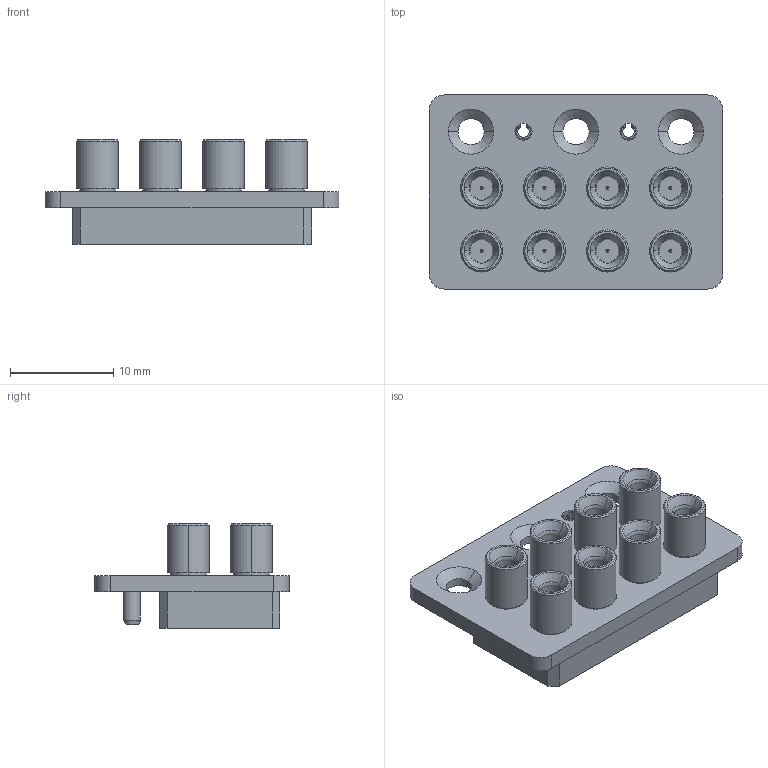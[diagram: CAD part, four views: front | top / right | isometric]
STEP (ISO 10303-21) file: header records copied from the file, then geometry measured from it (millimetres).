
FILE_DESCRIPTION (( 'STEP AP214' ), '1' );
FILE_NAME ('SF1132-6036.STEP', '2015-04-27T20:02:53', ( 'image' ), ( '' ), 'SwSTEP 2.0', 'SolidWorks 2014', '' );
FILE_SCHEMA (( 'AUTOMOTIVE_DESIGN' ));
Length unit declared in the file: inch
Products named in the file (1): SF1132-6036
Bounding box: 28.45 x 18.8 x 10.08 mm (x, y, z)
Volume: 2101.2 mm3; surface area: 2308.8 mm2
Topology: 3 solids, 3 shells, 361 faces, 780 edges, 458 vertices
Faces by surface type: cylinder 146, cone 96, plane 71, torus 32, sphere 16
Entity records: 14443 total; most frequent: DIRECTION 1926, CARTESIAN_POINT 1632, ORIENTED_EDGE 1528, AXIS2_PLACEMENT_3D 816, EDGE_CURVE 764, VERTEX_POINT 458, CIRCLE 454, EDGE_LOOP 420
